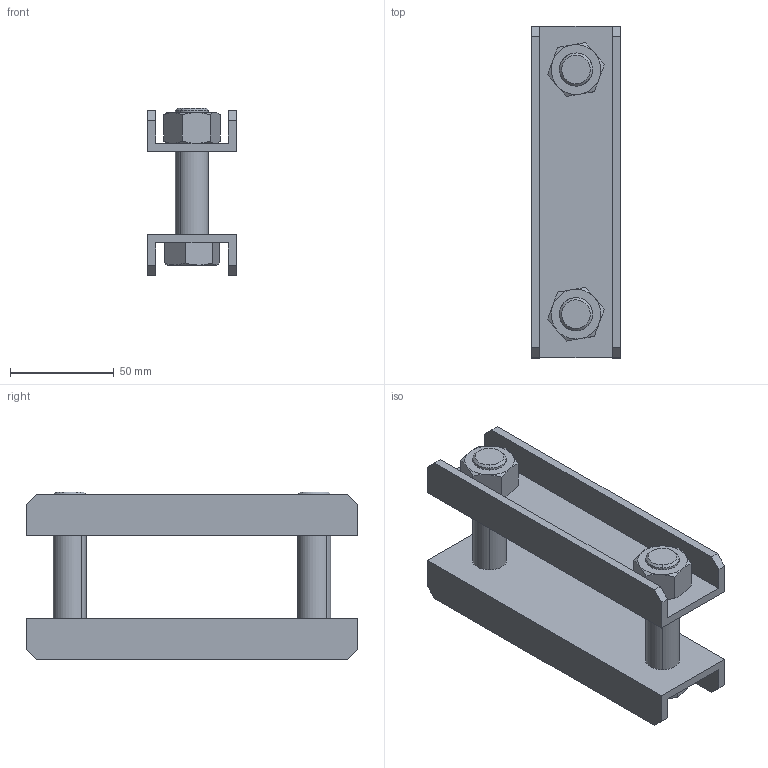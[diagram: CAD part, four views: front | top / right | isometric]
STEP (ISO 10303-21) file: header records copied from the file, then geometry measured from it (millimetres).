
FILE_DESCRIPTION(('STEP AP203'),'1');
FILE_NAME('hcbc100.stp','2024-10-01T14:29:39',('TraceParts'),('TraceParts S.A.'),'Spatial InterOp 3D',' ',' ');
FILE_SCHEMA(('CONFIG_CONTROL_DESIGN'));
Length unit declared in the file: millimetre
Products named in the file (1): 1
Bounding box: 43 x 160 x 81 mm (x, y, z)
Volume: 139035.4 mm3; surface area: 65755.1 mm2
Topology: 6 solids, 6 shells, 130 faces, 296 edges, 180 vertices
Faces by surface type: plane 62, cone 48, cylinder 20
Entity records: 3964 total; most frequent: CARTESIAN_POINT 1044, ORIENTED_EDGE 592, DIRECTION 580, EDGE_CURVE 296, AXIS2_PLACEMENT_3D 220, VERTEX_POINT 180, EDGE_LOOP 144, LINE 140
